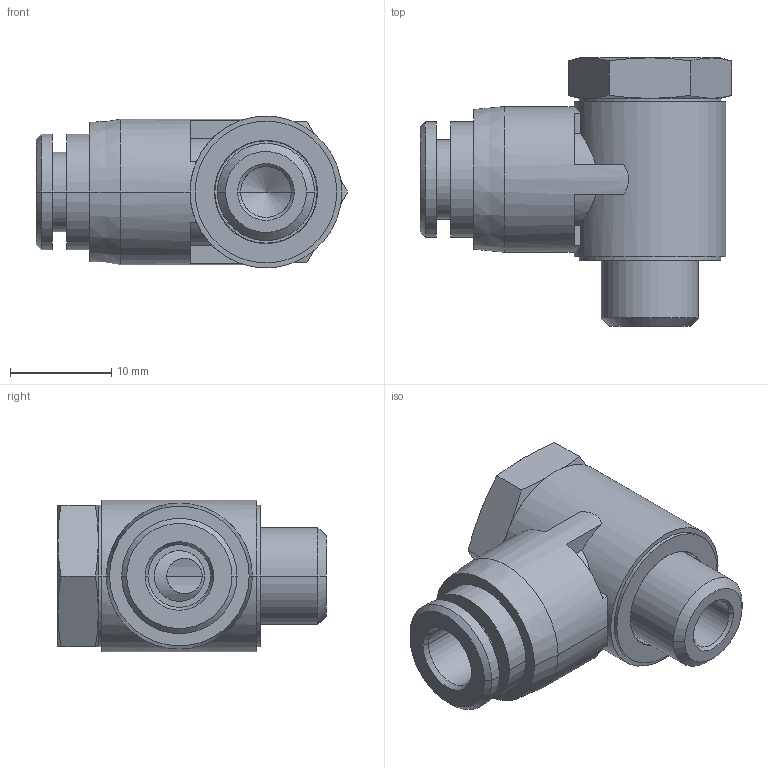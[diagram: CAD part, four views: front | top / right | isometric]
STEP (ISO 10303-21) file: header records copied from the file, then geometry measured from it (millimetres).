
FILE_DESCRIPTION((''),'2;1');
FILE_NAME('370412B_952P-6-1-8_ASM','2007-10-17T',('avs308'),(''),'PRO/ENGINEER BY PARAMETRIC TECHNOLOGY CORPORATION, 2007230','PRO/ENGINEER BY PARAMETRIC TECHNOLOGY CORPORATION, 2007230','');
FILE_SCHEMA(('CONFIG_CONTROL_DESIGN'));
Length unit declared in the file: millimetre
Products named in the file (3): 349212B_961P-6-1-8_AF0; 204025B_163M-11-1-8; 370412B_952P-6-1-8_ASM
Assembly tree (2 placements, depth 2):
  370412B_952P-6-1-8_ASM
    349212B_961P-6-1-8_AF0
    204025B_163M-11-1-8
Bounding box: 30.78 x 26.5 x 15 mm (x, y, z)
Volume: 4738.7 mm3; surface area: 4104.5 mm2
Topology: 2 solids, 2 shells, 98 faces, 234 edges, 143 vertices
Faces by surface type: cylinder 36, cone 32, plane 30
Entity records: 3123 total; most frequent: CARTESIAN_POINT 783, DIRECTION 484, ORIENTED_EDGE 464, EDGE_CURVE 232, AXIS2_PLACEMENT_3D 197, VERTEX_POINT 143, EDGE_LOOP 111, FACE_OUTER_BOUND 98
